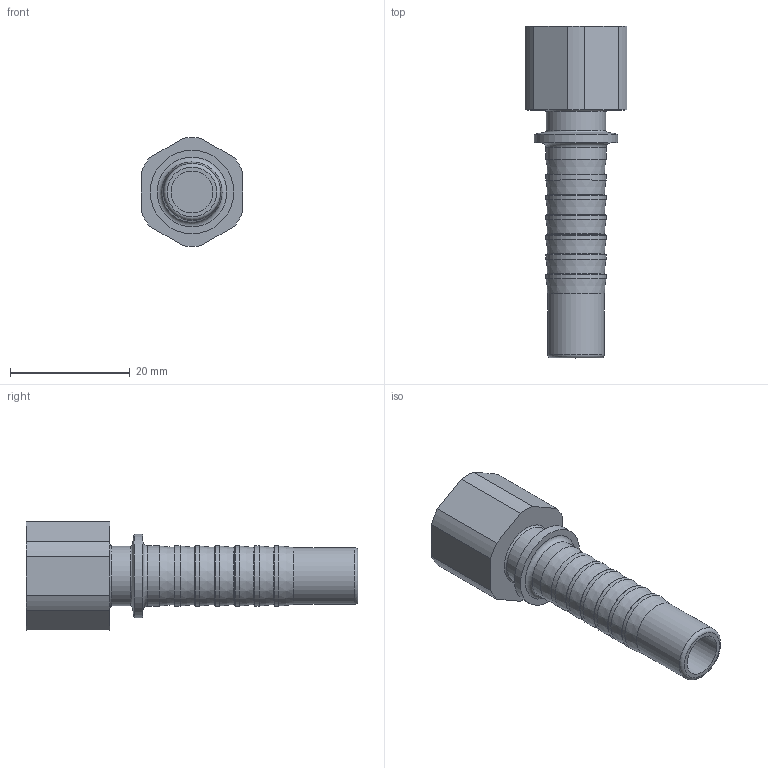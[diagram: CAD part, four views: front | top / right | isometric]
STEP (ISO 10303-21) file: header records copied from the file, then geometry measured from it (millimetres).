
FILE_DESCRIPTION(/* description */ ('Unknown'),/* implementation_level */ '2;1');
FILE_NAME(/* name */ '31499_Pressnippel_G1_4_NW10_2024_11_18',/* time_stamp */ '2024-11-18T11:09:36+01:00',/* author */ ('Unknown'),/* organization */ ('Unknown'),/* preprocessor_version */ 'ST-DEVELOPER v18.104',/* originating_system */ 'Solid Edge',/* authorisation */ 'Unknown');
FILE_SCHEMA (('AUTOMOTIVE_DESIGN {1 0 10303 214 3 1 1}'));
Length unit declared in the file: millimetre
Products named in the file (1): 31499_Pressnippel_G1_4_NW10_2024_11_18
Bounding box: 17 x 55.4 x 18.17 mm (x, y, z)
Volume: 5462.2 mm3; surface area: 3168.8 mm2
Topology: 1 solids, 1 shells, 59 faces, 130 edges, 83 vertices
Faces by surface type: cylinder 18, plane 18, torus 14, cone 9
Full cylindrical faces by diameter (mm): 7 x1, 9.5 x1, 10 x1, 10.026 x7, 11.82 x1, 13.9 x1
Entity records: 1769 total; most frequent: DIRECTION 258, CARTESIAN_POINT 210, ORIENTED_EDGE 162, AXIS2_PLACEMENT_3D 117, EDGE_LOOP 104, FACE_BOUND 104, EDGE_CURVE 81, VERTEX_POINT 69
